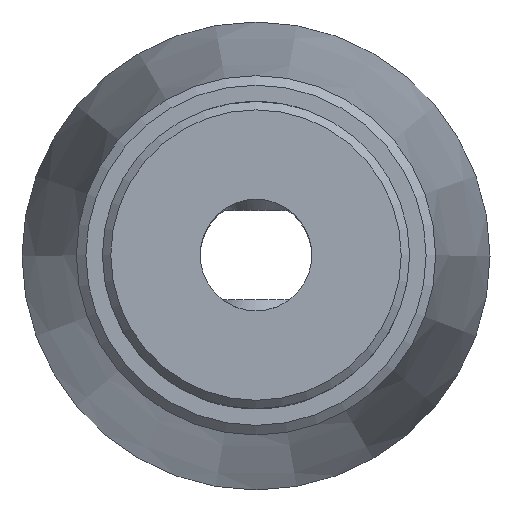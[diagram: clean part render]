
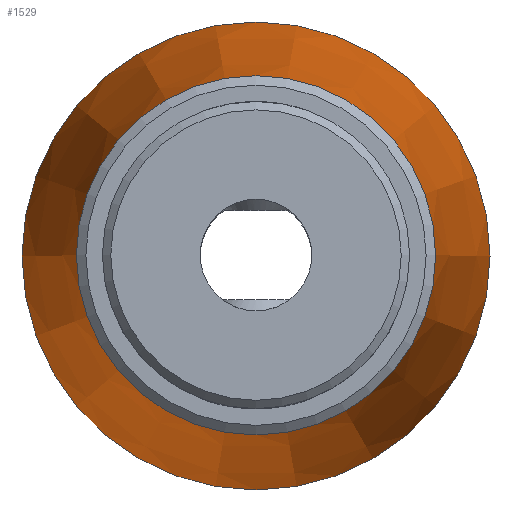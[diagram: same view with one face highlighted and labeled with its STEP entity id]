
A CAD part, top view. The second image highlights one B-rep face of the part: STEP entity #1529.
In plain terms, the highlighted conical face has half-angle 8 degrees and reference radius 8.38 mm.
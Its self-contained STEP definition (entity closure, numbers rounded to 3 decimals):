
#24=CONICAL_SURFACE('',#1632,8.38,0.14);
#309=ORIENTED_EDGE('',*,*,#555,.T.);
#310=ORIENTED_EDGE('',*,*,#554,.T.);
#554=EDGE_CURVE('',#673,#673,#746,.T.);
#555=EDGE_CURVE('',#674,#674,#747,.F.);
#673=VERTEX_POINT('',#2247);
#674=VERTEX_POINT('',#2250);
#746=CIRCLE('',#1631,8.38);
#747=CIRCLE('',#1633,6.434);
#812=EDGE_LOOP('',(#309));
#813=EDGE_LOOP('',(#310));
#916=FACE_BOUND('',#812,.T.);
#917=FACE_BOUND('',#813,.T.);
#1529=ADVANCED_FACE('',(#916,#917),#24,.T.);
#1631=AXIS2_PLACEMENT_3D('',#2246,#1823,#1824);
#1632=AXIS2_PLACEMENT_3D('',#2248,#1825,#1826);
#1633=AXIS2_PLACEMENT_3D('',#2249,#1827,#1828);
#1823=DIRECTION('',(0.,0.,1.));
#1824=DIRECTION('',(1.,0.,0.));
#1825=DIRECTION('',(0.,0.,-1.));
#1826=DIRECTION('',(-1.,0.,0.));
#1827=DIRECTION('',(0.,0.,1.));
#1828=DIRECTION('',(1.,0.,0.));
#2246=CARTESIAN_POINT('',(0.,0.,7.654));
#2247=CARTESIAN_POINT('',(8.38,0.,7.654));
#2248=CARTESIAN_POINT('',(0.,0.,7.654));
#2249=CARTESIAN_POINT('',(0.,0.,21.503));
#2250=CARTESIAN_POINT('',(6.434,0.,21.503));
